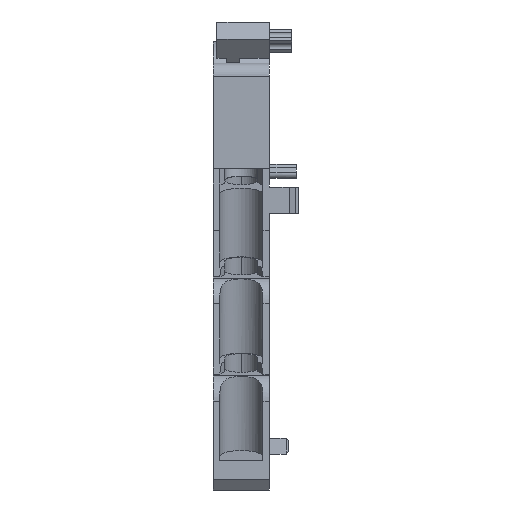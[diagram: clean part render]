
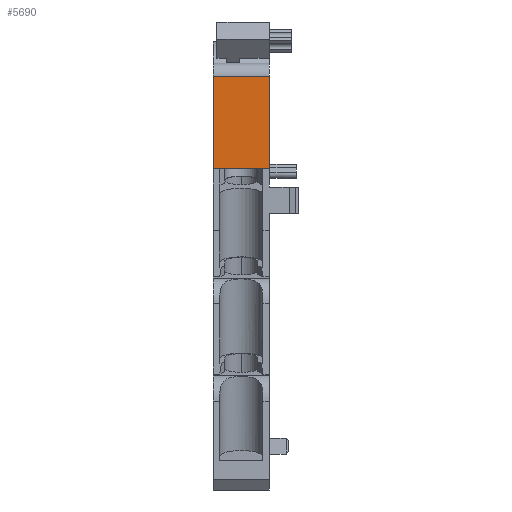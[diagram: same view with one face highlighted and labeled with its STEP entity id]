
A CAD part, front view. The second image highlights one B-rep face of the part: STEP entity #5690.
In plain terms, the highlighted planar face has unit normal (0, -1, 0).
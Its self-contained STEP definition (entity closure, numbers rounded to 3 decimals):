
#404=DIRECTION('',(0.,0.,1.));
#405=VECTOR('',#404,14.2);
#406=CARTESIAN_POINT('',(8.6,23.018,-19.513));
#407=LINE('',#406,#405);
#1359=DIRECTION('',(-1.,0.,0.));
#1360=VECTOR('',#1359,8.6);
#1361=CARTESIAN_POINT('',(8.6,23.018,-19.513));
#1362=LINE('',#1361,#1360);
#1363=DIRECTION('',(0.,0.,1.));
#1364=VECTOR('',#1363,14.2);
#1365=CARTESIAN_POINT('',(0.,23.018,-19.513));
#1366=LINE('',#1365,#1364);
#1371=DIRECTION('',(-1.,0.,0.));
#1372=VECTOR('',#1371,8.6);
#1373=CARTESIAN_POINT('',(8.6,23.018,-5.313));
#1374=LINE('',#1373,#1372);
#3162=CARTESIAN_POINT('',(0.,23.018,-5.313));
#3163=VERTEX_POINT('',#3162);
#3164=CARTESIAN_POINT('',(0.,23.018,-19.513));
#3165=VERTEX_POINT('',#3164);
#3346=CARTESIAN_POINT('',(8.6,23.018,-19.513));
#3347=VERTEX_POINT('',#3346);
#3348=CARTESIAN_POINT('',(8.6,23.018,-5.313));
#3349=VERTEX_POINT('',#3348);
#5678=CARTESIAN_POINT('',(0.,23.018,-3.313));
#5679=DIRECTION('',(0.,-1.,0.));
#5680=DIRECTION('',(0.,0.,-1.));
#5681=AXIS2_PLACEMENT_3D('',#5678,#5679,#5680);
#5682=PLANE('',#5681);
#5684=ORIENTED_EDGE('',*,*,#5683,.F.);
#5685=ORIENTED_EDGE('',*,*,#4602,.F.);
#5686=ORIENTED_EDGE('',*,*,#5298,.T.);
#5687=ORIENTED_EDGE('',*,*,#4118,.T.);
#5688=EDGE_LOOP('',(#5684,#5685,#5686,#5687));
#5689=FACE_OUTER_BOUND('',#5688,.F.);
#5690=ADVANCED_FACE('',(#5689),#5682,.T.);
#4118=EDGE_CURVE('',#3165,#3163,#1366,.T.);
#4602=EDGE_CURVE('',#3347,#3349,#407,.T.);
#5298=EDGE_CURVE('',#3347,#3165,#1362,.T.);
#5683=EDGE_CURVE('',#3349,#3163,#1374,.T.);
